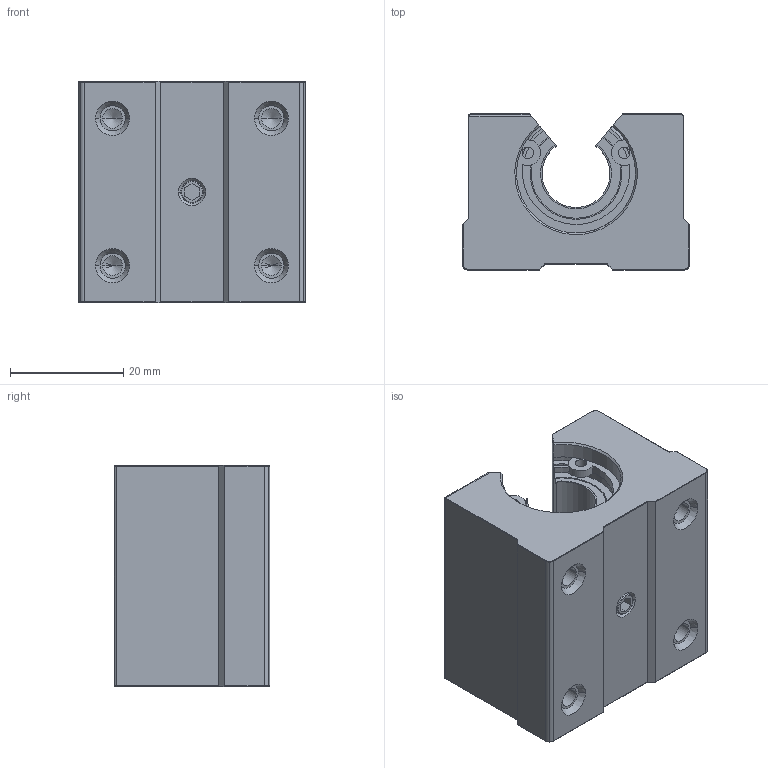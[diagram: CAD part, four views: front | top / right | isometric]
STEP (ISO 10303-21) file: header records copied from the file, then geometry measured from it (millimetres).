
FILE_DESCRIPTION (( 'STEP AP214' ), '1' );
FILE_NAME ('B577 Ëèíåéíûé ïîäøèïíèê SBR äëÿ âàëîâ 12 ìì.STEP', '2024-03-06T08:59:03', ( '' ), ( '' ), 'SwSTEP 2.0', 'SolidWorks 2022', '' );
FILE_SCHEMA (( 'AUTOMOTIVE_DESIGN' ));
Length unit declared in the file: millimetre
Products named in the file (1): B577 Линейный подшипник SBR для валов 12 мм
Bounding box: 40 x 27.5 x 39 mm (x, y, z)
Volume: 31558.5 mm3; surface area: 16005.3 mm2
Topology: 5 solids, 5 shells, 227 faces, 589 edges, 376 vertices
Faces by surface type: cylinder 122, plane 65, cone 24, torus 14, bspline 2
Entity records: 9580 total; most frequent: CARTESIAN_POINT 1481, DIRECTION 1211, ORIENTED_EDGE 1158, EDGE_CURVE 579, AXIS2_PLACEMENT_3D 466, VERTEX_POINT 376, VECTOR 279, LINE 279
